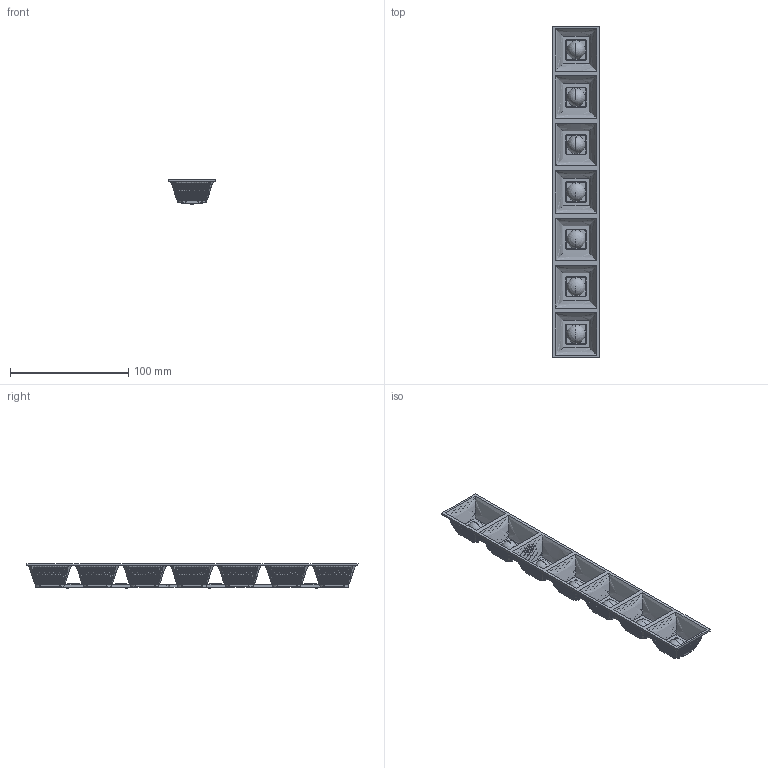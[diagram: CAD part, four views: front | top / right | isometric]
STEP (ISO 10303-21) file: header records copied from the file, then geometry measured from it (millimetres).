
FILE_DESCRIPTION((''),'2;1');
FILE_NAME('RFAXXL-ASM-7IN1_ASM','2023-08-15T',('86134'),(''),'PRO/ENGINEER BY PARAMETRIC TECHNOLOGY CORPORATION, 2015070','PRO/ENGINEER BY PARAMETRIC TECHNOLOGY CORPORATION, 2015070','');
FILE_SCHEMA(('CONFIG_CONTROL_DESIGN'));
Products named in the file (4): PRT0001; 1X7-LENSES_2; ASM0001_ASM_1_ASM; RFAXXL-ASM-7IN1_ASM
Assembly tree (3 placements, depth 3):
  RFAXXL-ASM-7IN1_ASM
    ASM0001_ASM_1_ASM
      PRT0001
      1X7-LENSES_2
Bounding box: 39.9 x 280.38 x 21 mm (x, y, z)
Volume: 37049.8 mm3; surface area: 51807.1 mm2
Topology: 2 solids, 2 shells, 3133 faces, 9284 edges, 6186 vertices
Faces by surface type: bspline 1890, plane 833, cylinder 207, cone 111, revolution 56, extrusion 28, torus 8
Entity records: 178233 total; most frequent: CARTESIAN_POINT 113129, ORIENTED_EDGE 18512, EDGE_CURVE 9256, B_SPLINE_CURVE_WITH_KNOTS 6527, VERTEX_POINT 6186, DIRECTION 5599, EDGE_LOOP 3216, FACE_OUTER_BOUND 3133
